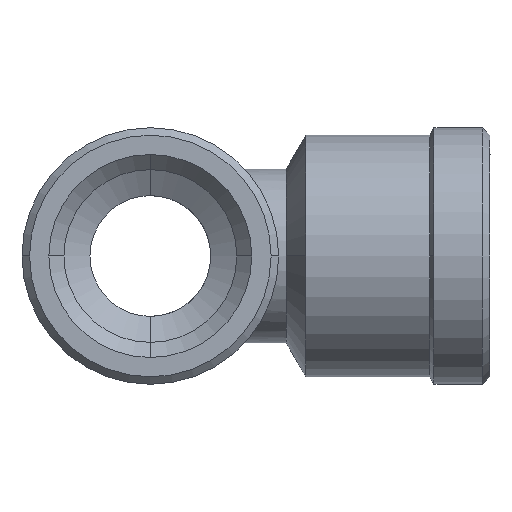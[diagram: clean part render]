
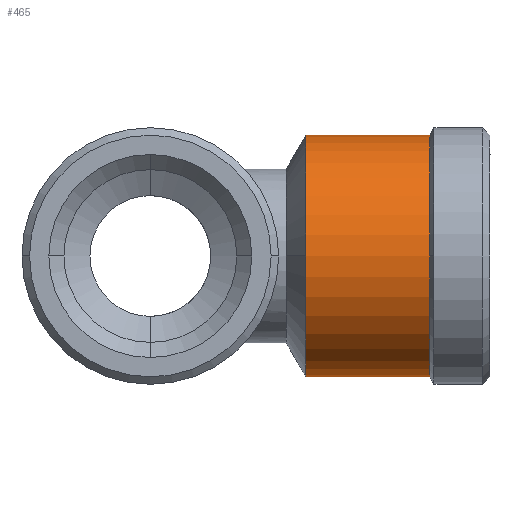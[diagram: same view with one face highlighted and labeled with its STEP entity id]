
A CAD part, left-side view. The second image highlights one B-rep face of the part: STEP entity #465.
In plain terms, the highlighted cylindrical face has radius 8 mm (diameter 16 mm), a partial arc.
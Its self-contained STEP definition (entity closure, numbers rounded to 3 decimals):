
#465=ADVANCED_FACE('NONE',(#1256),#1257,.T.);
#1256=FACE_OUTER_BOUND('',#2561,.T.);
#1257=CYLINDRICAL_SURFACE('',#2562,8.);
#2561=EDGE_LOOP('',(#5281,#5282,#5283,#5284,#5285,#5286));
#2562=AXIS2_PLACEMENT_3D('',#5287,#5288,#5289);
#5281=ORIENTED_EDGE('',*,*,#8123,.F.);
#5282=ORIENTED_EDGE('',*,*,#8124,.T.);
#5283=ORIENTED_EDGE('',*,*,#8125,.T.);
#5284=ORIENTED_EDGE('',*,*,#8126,.T.);
#5285=ORIENTED_EDGE('',*,*,#8127,.F.);
#5286=ORIENTED_EDGE('',*,*,#8128,.F.);
#5287=CARTESIAN_POINT('',(0.,-14.4,0.0));
#5288=DIRECTION('',(0.0,-1.0,0.0));
#5289=DIRECTION('',(0.0,0.0,1.0));
#8123=EDGE_CURVE('NONE',#9674,#9675,#9676,.T.);
#8124=EDGE_CURVE('NONE',#9674,#9677,#9678,.T.);
#8125=EDGE_CURVE('NONE',#9677,#9679,#9680,.T.);
#8126=EDGE_CURVE('NONE',#9679,#9681,#9682,.T.);
#8127=EDGE_CURVE('NONE',#9683,#9681,#9684,.T.);
#8128=EDGE_CURVE('NONE',#9675,#9683,#9685,.T.);
#9674=VERTEX_POINT('NONE',#12257);
#9675=VERTEX_POINT('NONE',#12258);
#9676=LINE('',#12259,#12260);
#9677=VERTEX_POINT('NONE',#12261);
#9678=CIRCLE('',#12262,8.);
#9679=VERTEX_POINT('NONE',#12263);
#9680=CIRCLE('',#12264,8.);
#9681=VERTEX_POINT('NONE',#12265);
#9682=LINE('',#12266,#12267);
#9683=VERTEX_POINT('NONE',#12268);
#9684=CIRCLE('',#12269,8.);
#9685=CIRCLE('',#12270,8.);
#12257=CARTESIAN_POINT('',(0.,-18.5,-8.));
#12258=CARTESIAN_POINT('',(0.,-10.299,-8.));
#12259=CARTESIAN_POINT('',(0.,-14.4,-8.));
#12260=VECTOR('',#15908,1000.0);
#12261=CARTESIAN_POINT('',(-8.,-18.5,0.));
#12262=AXIS2_PLACEMENT_3D('',#15909,#15910,#15911);
#12263=CARTESIAN_POINT('',(0.,-18.5,8.));
#12264=AXIS2_PLACEMENT_3D('',#15912,#15913,#15914);
#12265=CARTESIAN_POINT('',(0.,-10.299,8.));
#12266=CARTESIAN_POINT('',(0.,-14.4,8.));
#12267=VECTOR('',#15915,1000.0);
#12268=CARTESIAN_POINT('',(-8.,-10.299,0.));
#12269=AXIS2_PLACEMENT_3D('',#15916,#15917,#15918);
#12270=AXIS2_PLACEMENT_3D('',#15919,#15920,#15921);
#15908=DIRECTION('',(0.0,1.0,0.0));
#15909=CARTESIAN_POINT('',(0.,-18.5,0.0));
#15910=DIRECTION('',(0.0,1.0,0.0));
#15911=DIRECTION('',(0.0,0.0,1.0));
#15912=CARTESIAN_POINT('',(0.,-18.5,0.0));
#15913=DIRECTION('',(0.0,1.0,0.0));
#15914=DIRECTION('',(0.0,0.0,1.0));
#15915=DIRECTION('',(0.0,1.0,0.0));
#15916=CARTESIAN_POINT('',(0.,-10.299,0.0));
#15917=DIRECTION('',(0.,1.0,0.));
#15918=DIRECTION('',(0.,0.,1.0));
#15919=CARTESIAN_POINT('',(0.,-10.299,0.0));
#15920=DIRECTION('',(0.,1.0,0.));
#15921=DIRECTION('',(0.,0.,1.0));
